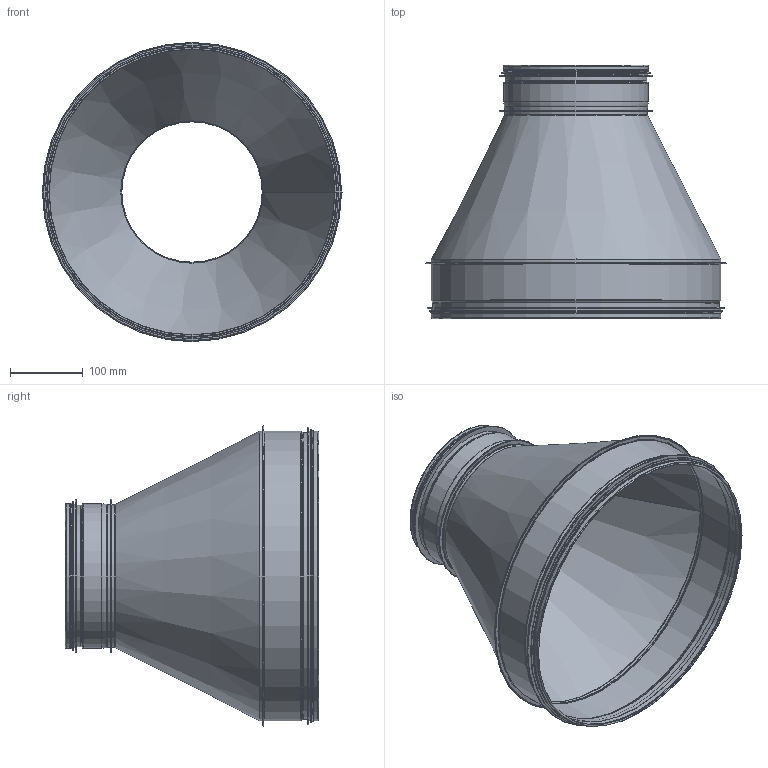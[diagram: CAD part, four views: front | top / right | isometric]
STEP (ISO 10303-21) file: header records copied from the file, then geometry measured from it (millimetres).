
FILE_DESCRIPTION((''),'2;1');
FILE_NAME('HFC_09-06.stp','2014-02-19T13:44:58',(''),(''),'Autodesk Inventor 2013','Autodesk Inventor 2013','');
FILE_SCHEMA(('AUTOMOTIVE_DESIGN { 1 2 10303 214 0 1 1 1 }'));
Length unit declared in the file: millimetre
Products named in the file (8): HFC_09-06; KonFallsadHFC_400-200; StosMedFals-400; StosMedFalsRörämne-400; 999009; StosMedFals_HFC-200; StosMedFalsRörämne_HFC-200; 999006
Assembly tree (7 placements, depth 3):
  HFC_09-06
    KonFallsadHFC_400-200
    StosMedFals-400
      StosMedFalsRörämne-400
      999009
    StosMedFals_HFC-200
      StosMedFalsRörämne_HFC-200
      999006
Bounding box: 413.28 x 349 x 413.28 mm (x, y, z)
Volume: 287997.1 mm3; surface area: 904108 mm2
Topology: 5 solids, 5 shells, 196 faces, 382 edges, 202 vertices
Faces by surface type: plane 100, torus 48, cylinder 34, cone 14
Full cylindrical faces by diameter (mm): 193.15 x1, 194.15 x1, 195.35 x1, 195.75 x1, 195.95 x1, 196.95 x2, 197.95 x5, 198.95 x2, 199.95 x1, 204.35 x1, 209.35 x1, 210.95 x1, 393 x1, 394 x1, 395.2 x1, 397.6 x1, 397.8 x5, 398.8 x3, 401.8 x1, 404.2 x1, 409.2 x1, 409.8 x1
Entity records: 5120 total; most frequent: DIRECTION 968, CARTESIAN_POINT 767, ORIENTED_EDGE 708, AXIS2_PLACEMENT_3D 403, EDGE_CURVE 354, EDGE_LOOP 234, VERTEX_POINT 202, FACE_OUTER_BOUND 196
